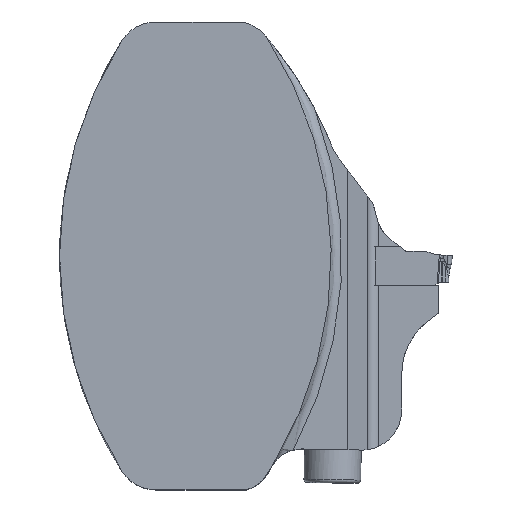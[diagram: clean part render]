
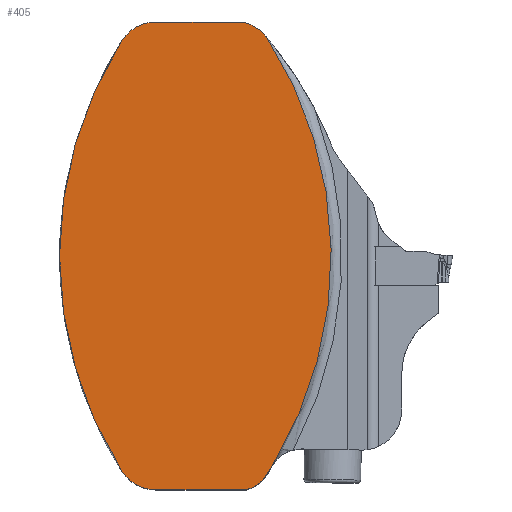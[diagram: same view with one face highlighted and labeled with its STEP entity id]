
A CAD part, top view. The second image highlights one B-rep face of the part: STEP entity #405.
In plain terms, the highlighted planar face has unit normal (0, 0, 1).
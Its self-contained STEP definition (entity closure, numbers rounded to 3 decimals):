
#264=CIRCLE('',#2384,60.25);
#266=CIRCLE('',#2387,6.5);
#267=CIRCLE('',#2390,60.25);
#269=CIRCLE('',#2393,5.2);
#271=CIRCLE('',#2397,5.5);
#272=CIRCLE('',#2401,60.5);
#275=CIRCLE('',#2406,6.);
#276=CIRCLE('',#2409,6.);
#277=CIRCLE('',#2412,60.25);
#405=ADVANCED_FACE('',(#584),#499,.T.);
#499=PLANE('',#2511);
#584=FACE_OUTER_BOUND('',#712,.T.);
#712=EDGE_LOOP('',(#1110,#1111,#1112,#1113,#1114,#1115,#1116,#1117,#1118,
#1119,#1120));
#1110=ORIENTED_EDGE('',*,*,#1653,.F.);
#1111=ORIENTED_EDGE('',*,*,#1670,.T.);
#1112=ORIENTED_EDGE('',*,*,#1649,.T.);
#1113=ORIENTED_EDGE('',*,*,#1642,.F.);
#1114=ORIENTED_EDGE('',*,*,#1680,.F.);
#1115=ORIENTED_EDGE('',*,*,#1682,.T.);
#1116=ORIENTED_EDGE('',*,*,#1676,.F.);
#1117=ORIENTED_EDGE('',*,*,#1667,.T.);
#1118=ORIENTED_EDGE('',*,*,#1663,.F.);
#1119=ORIENTED_EDGE('',*,*,#1646,.F.);
#1120=ORIENTED_EDGE('',*,*,#1656,.F.);
#1429=VERTEX_POINT('',#3213);
#1431=VERTEX_POINT('',#3216);
#1434=VERTEX_POINT('',#3223);
#1435=VERTEX_POINT('',#3225);
#1437=VERTEX_POINT('',#3231);
#1439=VERTEX_POINT('',#3237);
#1441=VERTEX_POINT('',#3240);
#1448=VERTEX_POINT('',#3283);
#1450=VERTEX_POINT('',#3311);
#1456=VERTEX_POINT('',#3341);
#1459=VERTEX_POINT('',#3348);
#1642=EDGE_CURVE('',#1429,#1431,#1971,.T.);
#1646=EDGE_CURVE('',#1434,#1435,#264,.T.);
#1649=EDGE_CURVE('',#1437,#1431,#266,.T.);
#1653=EDGE_CURVE('',#1439,#1441,#267,.T.);
#1656=EDGE_CURVE('',#1441,#1434,#269,.T.);
#1663=EDGE_CURVE('',#1435,#1448,#271,.T.);
#1667=EDGE_CURVE('',#1450,#1448,#1982,.T.);
#1670=EDGE_CURVE('',#1439,#1437,#272,.T.);
#1676=EDGE_CURVE('',#1450,#1456,#275,.T.);
#1680=EDGE_CURVE('',#1459,#1429,#276,.T.);
#1682=EDGE_CURVE('',#1459,#1456,#277,.T.);
#1971=LINE('',#3215,#2140);
#1982=LINE('',#3310,#2151);
#2140=VECTOR('',#2605,1.);
#2151=VECTOR('',#2650,1.);
#2384=AXIS2_PLACEMENT_3D('',#3224,#2611,#2612);
#2387=AXIS2_PLACEMENT_3D('',#3230,#2618,#2619);
#2390=AXIS2_PLACEMENT_3D('',#3239,#2626,#2627);
#2393=AXIS2_PLACEMENT_3D('',#3245,#2633,#2634);
#2397=AXIS2_PLACEMENT_3D('',#3282,#2643,#2644);
#2401=AXIS2_PLACEMENT_3D('',#3316,#2655,#2656);
#2406=AXIS2_PLACEMENT_3D('',#3340,#2666,#2667);
#2409=AXIS2_PLACEMENT_3D('',#3349,#2674,#2675);
#2412=AXIS2_PLACEMENT_3D('',#3352,#2680,#2681);
#2511=AXIS2_PLACEMENT_3D('',#3706,#2954,#2955);
#2605=DIRECTION('',(1.,0.,0.));
#2611=DIRECTION('',(0.,0.,-1.));
#2612=DIRECTION('',(1.,0.,0.));
#2618=DIRECTION('',(0.,0.,1.));
#2619=DIRECTION('',(1.,0.,0.));
#2626=DIRECTION('',(0.,0.,-1.));
#2627=DIRECTION('',(1.,0.,0.));
#2633=DIRECTION('',(0.,0.,1.));
#2634=DIRECTION('',(1.,0.,0.));
#2643=DIRECTION('',(0.,0.,-1.));
#2644=DIRECTION('',(1.,0.,0.));
#2650=DIRECTION('',(1.,0.,0.));
#2655=DIRECTION('',(0.,0.,1.));
#2656=DIRECTION('',(1.,0.,0.));
#2666=DIRECTION('',(0.,0.,-1.));
#2667=DIRECTION('',(1.,0.,0.));
#2674=DIRECTION('',(0.,0.,-1.));
#2675=DIRECTION('',(1.,0.,0.));
#2680=DIRECTION('',(0.,0.,1.));
#2681=DIRECTION('',(1.,0.,0.));
#2954=DIRECTION('',(0.,0.,1.));
#2955=DIRECTION('',(1.,0.,0.));
#3213=CARTESIAN_POINT('',(-5.998,35.,0.));
#3215=CARTESIAN_POINT('',(25.7,35.,0.));
#3216=CARTESIAN_POINT('',(7.1,35.,0.));
#3223=CARTESIAN_POINT('',(11.254,-31.672,0.));
#3224=CARTESIAN_POINT('',(-40.,0.,0.));
#3225=CARTESIAN_POINT('',(10.082,-33.493,0.));
#3230=CARTESIAN_POINT('',(5.5,28.7,0.));
#3231=CARTESIAN_POINT('',(10.472,32.887,0.));
#3237=CARTESIAN_POINT('',(10.52,32.83,0.));
#3239=CARTESIAN_POINT('',(-40.,0.,0.));
#3240=CARTESIAN_POINT('',(11.611,-31.087,0.));
#3245=CARTESIAN_POINT('',(15.862,-34.082,0.));
#3282=CARTESIAN_POINT('',(6.1,-29.7,0.));
#3283=CARTESIAN_POINT('',(7.57,-35.,0.));
#3310=CARTESIAN_POINT('',(25.7,-35.,0.));
#3311=CARTESIAN_POINT('',(-5.998,-35.,0.));
#3316=CARTESIAN_POINT('',(-35.807,-6.082,0.));
#3340=CARTESIAN_POINT('',(-5.998,-29.,0.));
#3341=CARTESIAN_POINT('',(-11.069,-32.207,0.));
#3348=CARTESIAN_POINT('',(-11.069,32.207,0.));
#3349=CARTESIAN_POINT('',(-5.998,29.,0.));
#3352=CARTESIAN_POINT('',(39.85,0.,0.));
#3706=CARTESIAN_POINT('',(0.,0.,0.));
